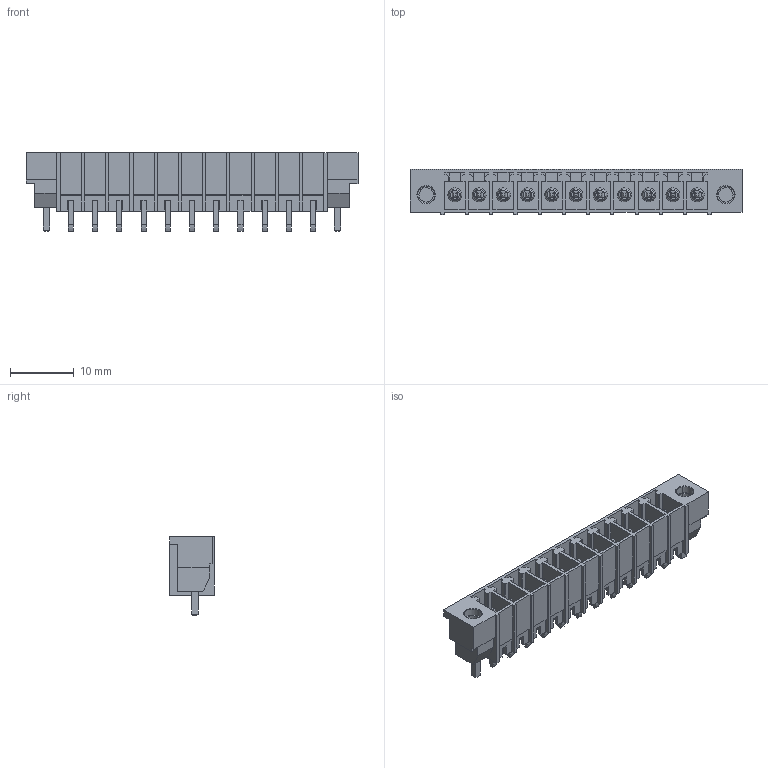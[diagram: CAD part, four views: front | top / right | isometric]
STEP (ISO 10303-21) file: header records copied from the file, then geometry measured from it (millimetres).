
FILE_DESCRIPTION(('CATIA V5 STEP Exchange','CAx-IF Rec.Pracs.--- Model Styling and Organization---1.2---2011-12-15'),'2;1');
FILE_NAME ('D1457700_0', '2018-10-12T09:49:58+00:00', ('none'), ('Weidmueller'), 'CATIA Version 5-6 Release 2014', 'CATIA V5 STEP AP214', 'none');
FILE_SCHEMA(('AUTOMOTIVE_DESIGN { 1 0 10303 214 1 1 1 1 }'));
Length unit declared in the file: millimetre
Products named in the file (1): 1863390000
Bounding box: 52.2 x 7.07 x 12.4 mm (x, y, z)
Volume: 1438.4 mm3; surface area: 4352.6 mm2
Topology: 14 solids, 14 shells, 801 faces, 2258 edges, 1522 vertices
Faces by surface type: plane 637, cylinder 116, cone 26, torus 22
Entity records: 23622 total; most frequent: ORIENTED_EDGE 4516, CARTESIAN_POINT 4344, DIRECTION 3064, EDGE_CURVE 2258, VECTOR 1930, LINE 1930, VERTEX_POINT 1522, EDGE_LOOP 860
